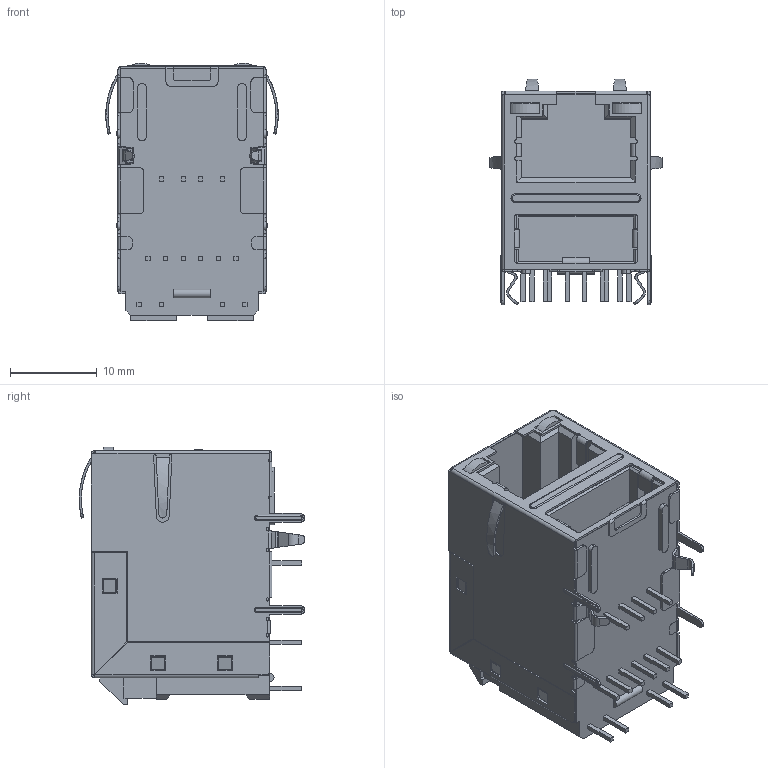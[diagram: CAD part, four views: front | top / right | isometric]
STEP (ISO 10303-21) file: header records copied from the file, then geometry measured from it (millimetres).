
FILE_DESCRIPTION (( 'STEP AP214' ), '1' );
FILE_NAME ('0821-1X1T-36-F.STEP', '2019-09-10T11:51:42', ( '' ), ( '' ), 'SwSTEP 2.0', 'SolidWorks 2017', '' );
FILE_SCHEMA (( 'AUTOMOTIVE_DESIGN' ));
Length unit declared in the file: inch
Products named in the file (1): 0821-1X1T-36-F
Bounding box: 19.88 x 26.03 x 29.76 mm (x, y, z)
Volume: 7895.9 mm3; surface area: 7600.1 mm2
Topology: 29 solids, 29 shells, 735 faces, 1796 edges, 1124 vertices
Faces by surface type: plane 536, cylinder 169, bspline 18, torus 12
Entity records: 21784 total; most frequent: CARTESIAN_POINT 4320, ORIENTED_EDGE 3592, DIRECTION 3374, EDGE_CURVE 1796, LINE 1366, VECTOR 1366, VERTEX_POINT 1124, AXIS2_PLACEMENT_3D 1004
